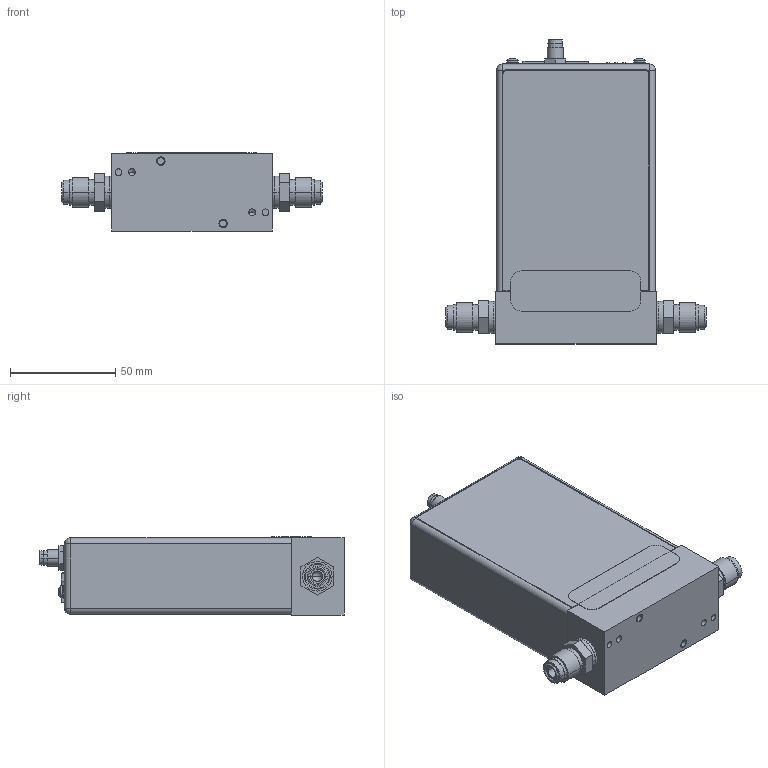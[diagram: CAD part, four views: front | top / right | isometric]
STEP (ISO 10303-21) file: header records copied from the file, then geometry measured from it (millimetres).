
FILE_DESCRIPTION((''),'2;1');
FILE_NAME('GE50A_ETHERCAT_5-PIN_4VCR_ASM','2014-09-23T',('CockrofM'),(''),'PRO/ENGINEER BY PARAMETRIC TECHNOLOGY CORPORATION, 2011490','PRO/ENGINEER BY PARAMETRIC TECHNOLOGY CORPORATION, 2011490','');
FILE_SCHEMA(('CONFIG_CONTROL_DESIGN'));
Length unit declared in the file: inch
Products named in the file (23): 116407-P1_1; 1053479_RJ45_DOUBLE_CONN_1; PRT0001; 1053737-002_ASM_2_ASM; 1053764_ENCLOSURE_ETHERCAT_1; PRT0002; 1053560_LABEL_TOP_ETHERCAT_1; 1055979_PWB_1; 1054851_1; 1054847_NUT_1; 1043471_LED_1; 1043472_LED_1; 1053585_SWITCH_1; 1055980_CCA_ASSY_ASM_1_ASM; 1200905080_1; 1200905080_NUT_1; 1053806_LABEL_1; 122676_1; 1011702-002_4-40_PAN-HD-SEMS_1; PLP2-215_1; 1040814_FOR_STP_ASM_2_ASM; 119085-FLOW-BODY_2; GE50A_ETHERCAT_5-PIN_4VCR_ASM
Assembly tree (29 placements, depth 4):
  GE50A_ETHERCAT_5-PIN_4VCR_ASM
    1040814_FOR_STP_ASM_2_ASM
      116407-P1_1  x2
      1053737-002_ASM_2_ASM
        1053479_RJ45_DOUBLE_CONN_1
        PRT0001
      1053764_ENCLOSURE_ETHERCAT_1
      PRT0002
      1053560_LABEL_TOP_ETHERCAT_1
      1055980_CCA_ASSY_ASM_1_ASM
        1055979_PWB_1
        1054851_1
        1054847_NUT_1
        1043471_LED_1
        1043472_LED_1  x2
        1053585_SWITCH_1  x3
      1200905080_1
      1200905080_NUT_1
      1053806_LABEL_1
      122676_1
      1011702-002_4-40_PAN-HD-SEMS_1  x2
      PLP2-215_1  x3
    119085-FLOW-BODY_2
Bounding box: 123.95 x 144.53 x 37.08 mm (x, y, z)
Volume: 101154.3 mm3; surface area: 114824.5 mm2
Topology: 26 solids, 28 shells, 1031 faces, 2481 edges, 1571 vertices
Faces by surface type: plane 614, cylinder 311, extrusion 40, cone 26, torus 24, sphere 16
Entity records: 24632 total; most frequent: CARTESIAN_POINT 4594, DIRECTION 4218, ORIENTED_EDGE 3898, EDGE_CURVE 1953, AXIS2_PLACEMENT_3D 1440, VECTOR 1338, LINE 1318, VERTEX_POINT 1251
